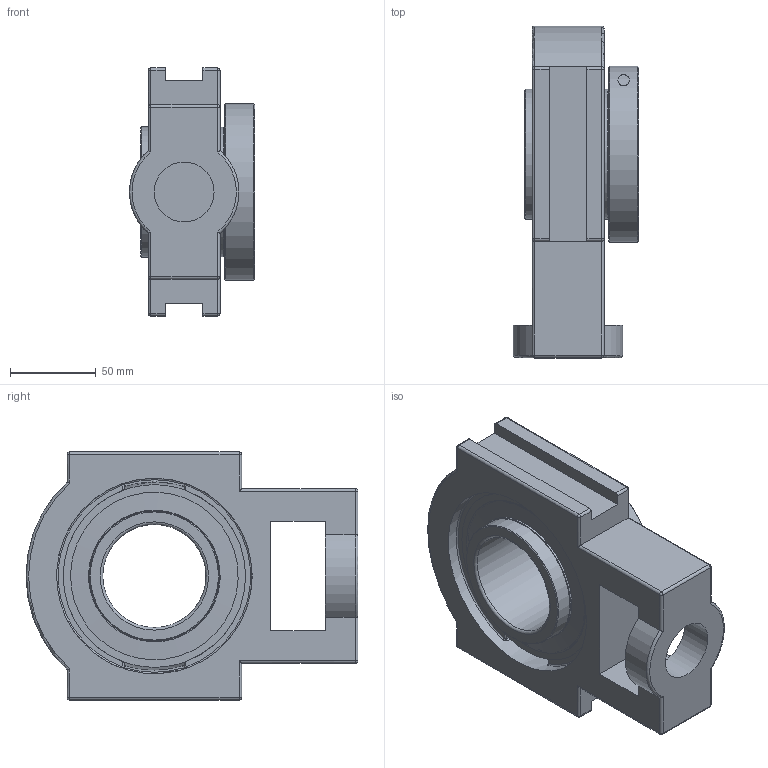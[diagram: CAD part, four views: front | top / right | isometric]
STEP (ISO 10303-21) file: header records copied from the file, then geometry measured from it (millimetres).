
FILE_DESCRIPTION(/* description */ ('Alibre Inc.'),/* implementation_level */ '2;1');
FILE_NAME(/* name */ 'export-CBB4D325-E108-41D9-8FF2-A4126CC7011B',/* time_stamp */ '2020-05-18T09:40:40-07:00',/* author */ (''),/* organization */ (''),/* preprocessor_version */ 'ST-DEVELOPER v17',/* originating_system */ 'Alibre',/* authorisation */ '');
FILE_SCHEMA (('CONFIG_CONTROL_DESIGN'));
Length unit declared in the file: inch
Bounding box: 73.2 x 194 x 145 mm (x, y, z)
Volume: 692740.2 mm3; surface area: 174050.7 mm2
Topology: 17 solids, 17 shells, 247 faces, 631 edges, 386 vertices
Faces by surface type: plane 82, cylinder 80, sphere 29, cone 28, torus 24, bspline 4
Full cylindrical faces by diameter (mm): 6.647 x2, 8.4 x1, 13 x1, 35 x1, 60.325 x1, 76 x4, 77.016 x2, 96 x2, 98 x2, 114.37 x2, 120.1 x1
Entity records: 8270 total; most frequent: CARTESIAN_POINT 2420, ORIENTED_EDGE 1064, DIRECTION 934, EDGE_CURVE 532, AXIS2_PLACEMENT_3D 388, VERTEX_POINT 355, FACE_BOUND 285, EDGE_LOOP 275
